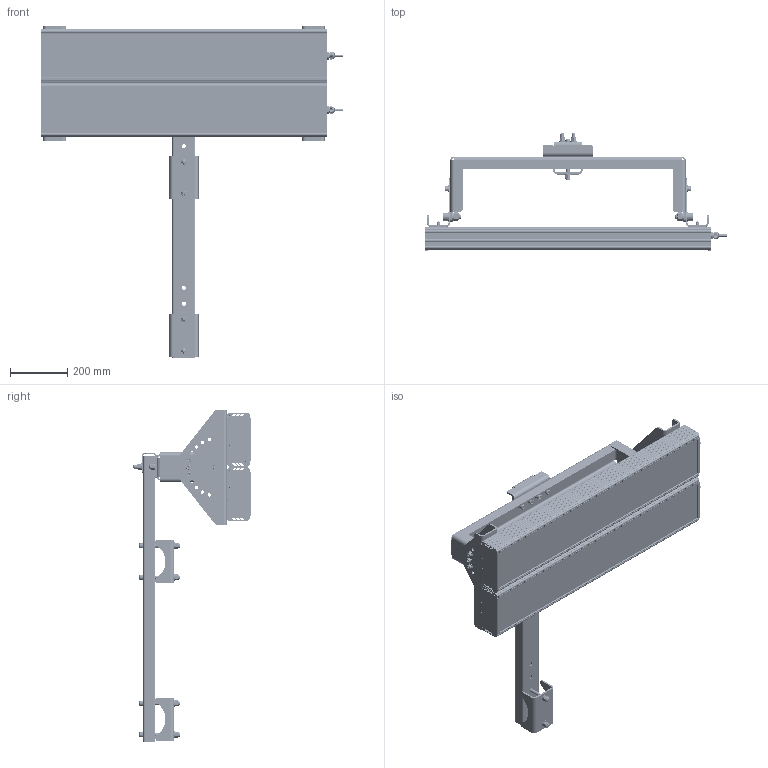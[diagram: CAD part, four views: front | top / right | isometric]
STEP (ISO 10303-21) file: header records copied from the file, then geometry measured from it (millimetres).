
FILE_DESCRIPTION(('STEP AP214'), '1');
FILE_NAME('001.0084.26.000 - ÃÑÓ Ýêñòðà Îïòèê Ì 400 (2õ200)', '2023-12-14T09:40:54', ('Åâãåíèé'), ('ÎÊÁ Ñâîé Ñòèëü'), 'C3D Converter', 'C3D Toolkit', '');
FILE_SCHEMA(('AUTOMOTIVE_DESIGN { 1 0 10303 214 3 1 1}'));
Length unit declared in the file: millimetre
Products named in the file (50): 001.0084.26.000; 001.0056.07.000; 001.0054.04.001.х2; 001.0054.04.001.х2-01; 001.0056.04.001; 001.0056.01.000; 001.0056.01.001; ТрП 80х40х3.1000.01; 001.0056.00.002
Assembly tree (157 placements, depth 4):
  001.0084.26.000
    (unnamed)  x2
      (unnamed)
      (unnamed)
      (unnamed)
      (unnamed)
      (unnamed)
      (unnamed)
      (unnamed)
      (unnamed)
      (unnamed)
        (unnamed)
      (unnamed)
        (unnamed)
        (unnamed)
        (unnamed)  x13
        (unnamed)
        (unnamed)
        (unnamed)
        (unnamed)
        (unnamed)
        (unnamed)
        (unnamed)
    001.0056.07.000
      001.0054.04.001.х2
      001.0054.04.001.х2-01
      (unnamed)  x2
      (unnamed)  x2
      (unnamed)  x2
      (unnamed)  x2
      (unnamed)  x2
      (unnamed)  x2
      001.0056.04.001
      001.0056.01.000
        001.0056.01.001
        ТрП 80х40х3.1000.01
      001.0056.00.002  x2
      (unnamed)  x4
      (unnamed)  x2
      (unnamed)  x2
      (unnamed)  x2
      (unnamed)  x12
      (unnamed)  x6
      (unnamed)  x6
      (unnamed)  x6
      (unnamed)  x16
      (unnamed)  x2
      (unnamed)  x2
      (unnamed)  x4
      (unnamed)  x8
Bounding box: 1056.43 x 410.16 x 1159.5 mm (x, y, z)
Volume: 10083236.8 mm3; surface area: 6325827 mm2
Topology: 1451 solids, 1451 shells, 19574 faces, 44218 edges, 29450 vertices
Faces by surface type: plane 13872, cylinder 4538, bspline 650, cone 424, torus 50, sphere 40
Full cylindrical faces by diameter (mm): 1 x40, 2 x80, 2.5 x160, 2.8 x1000, 3.2 x40, 3.5 x240, 4 x24, 4.917 x4, 6 x4, 6.4 x4, 6.75 x4, 8 x30, 8.376 x6, 9 x520, 10 x18, 10.106 x8, 11 x16, 12 x38, 12.5 x2, 13 x8, 13.5 x16, 14 x40, 15.294 x2, 16 x8, 18 x18, 18.5 x6, 20 x18, 22 x4, 23.5 x2, 24 x16
Entity records: 133186 total; most frequent: CARTESIAN_POINT 56737, DIRECTION 12212, ORIENTED_EDGE 11224, EDGE_CURVE 5612, AXIS2_PLACEMENT_3D 4470, VERTEX_POINT 3868, LINE 3272, VECTOR 3272
